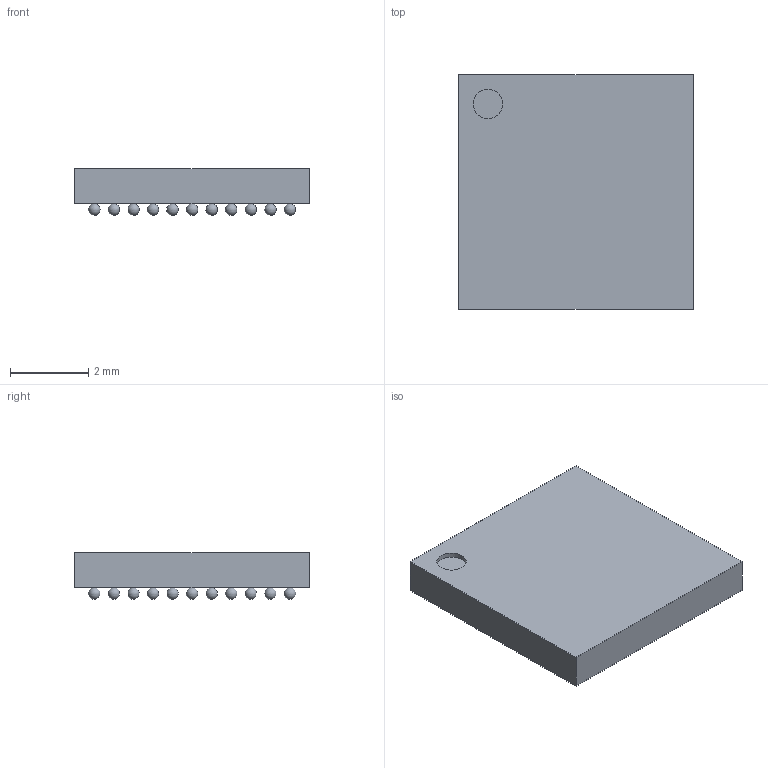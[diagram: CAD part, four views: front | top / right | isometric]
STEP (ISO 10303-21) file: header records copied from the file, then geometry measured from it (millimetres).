
FILE_DESCRIPTION(('FreeCAD Model'),'2;1');
FILE_NAME('1683354.1.1.stp','2021-07-06T15:55:34',( 'Author'),(''),'Open CASCADE STEP processor 6.9','FreeCAD','Unknown' );
FILE_SCHEMA(('AUTOMOTIVE_DESIGN { 1 0 10303 214 1 1 1 1 }'));
Length unit declared in the file: millimetre
Products named in the file (102): ASSEMBLY; A1; A2; A3; A4; A5; A6; A7; A8; A9; A10; A11; B1; B2; B3; B4; B5; B6; B7; B8; B9; B10; B11; C1; C2; C4; C5; C6; C7; C8; C10; C11; D1; D2; D3; D5; D7; D9; D10; D11 ...
Assembly tree (101 placements, depth 2):
  ASSEMBLY
    A1
    A2
    A3
    A4
    A5
    A6
    A7
    A8
    A9
    A10
    A11
    B1
    B2
    B3
    B4
    B5
    B6
    B7
    B8
    B9
    B10
    B11
    C1
    C2
    C4
    C5
    C6
    C7
    C8
    C10
    C11
    D1
    D2
    D3
    D5
    D7
    D9
    D10
    D11
    E1
    E2
    E3
    E4
    E8
    E9
    E10
    E11
    F1
    F2
    F3
    F9
    F10
    F11
    G1
    G2
    G3
    G4
    G8
    G9
Bounding box: 6 x 6 x 1.2 mm (x, y, z)
Volume: 33.8 mm3; surface area: 122.2 mm2
Topology: 101 solids, 101 shells, 108 faces, 315 edges, 210 vertices
Faces by surface type: sphere 100, plane 7, cylinder 1
Full cylindrical faces by diameter (mm): 0.75 x1
Entity records: 4436 total; most frequent: DIRECTION 467, CARTESIAN_POINT 365, AXIS2_PLACEMENT_3D 212, PRODUCT_DEFINITION_SHAPE 203, VERTEX_POINT 110, FACE_BOUND 109, ADVANCED_FACE 108, SHAPE_DEFINITION_REPRESENTATION 102
